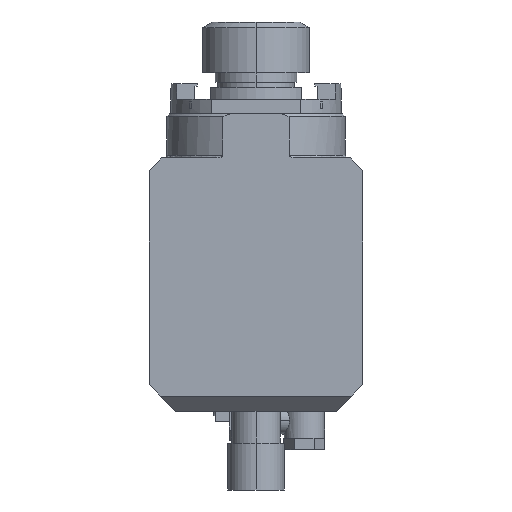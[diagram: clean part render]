
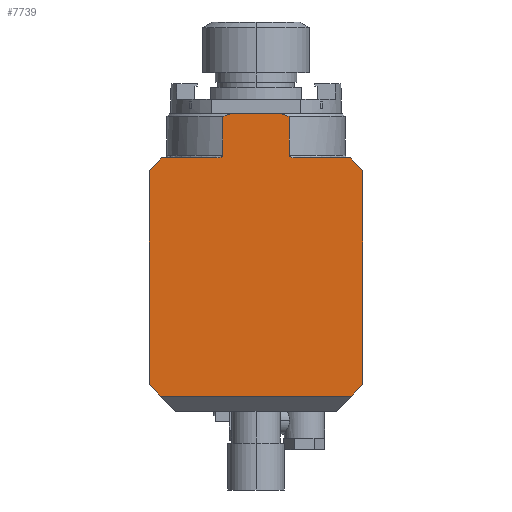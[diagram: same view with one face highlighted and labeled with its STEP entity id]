
A CAD part, left-side view. The second image highlights one B-rep face of the part: STEP entity #7739.
In plain terms, the highlighted planar face has unit normal (-1, 0, 0).
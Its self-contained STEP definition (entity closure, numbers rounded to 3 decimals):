
#351=DIRECTION('',(0.,0.707,-0.707));
#352=VECTOR('',#351,7.071);
#353=CARTESIAN_POINT('',(-132.5,37.,47.));
#354=LINE('',#353,#352);
#355=DIRECTION('',(0.,1.,0.));
#356=VECTOR('',#355,21.516);
#357=CARTESIAN_POINT('',(-132.5,15.484,47.));
#358=LINE('',#357,#356);
#359=DIRECTION('',(0.,0.,1.));
#360=VECTOR('',#359,15.3);
#361=CARTESIAN_POINT('',(-132.5,12.99,48.));
#362=LINE('',#361,#360);
#363=CARTESIAN_POINT('',(-132.5,9.987,64.3));
#364=CARTESIAN_POINT('',(-132.5,10.33,64.199));
#365=CARTESIAN_POINT('',(-132.5,11.009,63.989));
#366=CARTESIAN_POINT('',(-132.5,12.009,63.655));
#367=CARTESIAN_POINT('',(-132.5,12.665,63.421));
#368=CARTESIAN_POINT('',(-132.5,12.99,63.3));
#370=DIRECTION('',(0.,-1.,0.));
#371=VECTOR('',#370,19.975);
#372=CARTESIAN_POINT('',(-132.5,9.987,64.3));
#373=LINE('',#372,#371);
#374=CARTESIAN_POINT('',(-132.5,-12.99,63.3));
#375=CARTESIAN_POINT('',(-132.5,-12.665,63.421));
#376=CARTESIAN_POINT('',(-132.5,-12.009,63.656));
#377=CARTESIAN_POINT('',(-132.5,-11.009,63.99));
#378=CARTESIAN_POINT('',(-132.5,-10.33,64.199));
#379=CARTESIAN_POINT('',(-132.5,-9.987,64.3));
#381=DIRECTION('',(0.,0.,1.));
#382=VECTOR('',#381,15.3);
#383=CARTESIAN_POINT('',(-132.5,-12.99,48.));
#384=LINE('',#383,#382);
#385=DIRECTION('',(0.,1.,0.));
#386=VECTOR('',#385,21.516);
#387=CARTESIAN_POINT('',(-132.5,-37.,47.));
#388=LINE('',#387,#386);
#389=DIRECTION('',(0.,0.707,0.707));
#390=VECTOR('',#389,7.071);
#391=CARTESIAN_POINT('',(-132.5,-42.,42.));
#392=LINE('',#391,#390);
#393=DIRECTION('',(0.,0.,-1.));
#394=VECTOR('',#393,84.);
#395=CARTESIAN_POINT('',(-132.5,-42.,42.));
#396=LINE('',#395,#394);
#397=DIRECTION('',(0.,-0.707,0.707));
#398=VECTOR('',#397,6.364);
#399=CARTESIAN_POINT('',(-132.5,-37.5,-46.5));
#400=LINE('',#399,#398);
#401=DIRECTION('',(0.,-1.,0.));
#402=VECTOR('',#401,75.);
#403=CARTESIAN_POINT('',(-132.5,37.5,-46.5));
#404=LINE('',#403,#402);
#405=DIRECTION('',(0.,-0.707,-0.707));
#406=VECTOR('',#405,6.364);
#407=CARTESIAN_POINT('',(-132.5,42.,-42.));
#408=LINE('',#407,#406);
#409=DIRECTION('',(0.,0.,1.));
#410=VECTOR('',#409,84.);
#411=CARTESIAN_POINT('',(-132.5,42.,-42.));
#412=LINE('',#411,#410);
#2460=CARTESIAN_POINT('',(-132.5,-15.484,47.));
#2461=CARTESIAN_POINT('',(-132.5,-15.361,47.));
#2462=CARTESIAN_POINT('',(-132.5,-15.127,47.008));
#2463=CARTESIAN_POINT('',(-132.5,-14.812,47.038));
#2464=CARTESIAN_POINT('',(-132.5,-14.536,47.08));
#2465=CARTESIAN_POINT('',(-132.5,-14.295,47.129));
#2466=CARTESIAN_POINT('',(-132.5,-14.082,47.184));
#2467=CARTESIAN_POINT('',(-132.5,-13.896,47.242));
#2468=CARTESIAN_POINT('',(-132.5,-13.733,47.302));
#2469=CARTESIAN_POINT('',(-132.5,-13.591,47.364));
#2470=CARTESIAN_POINT('',(-132.5,-13.468,47.426));
#2471=CARTESIAN_POINT('',(-132.5,-13.362,47.489));
#2472=CARTESIAN_POINT('',(-132.5,-13.272,47.551));
#2473=CARTESIAN_POINT('',(-132.5,-13.196,47.614));
#2474=CARTESIAN_POINT('',(-132.5,-13.135,47.674));
#2475=CARTESIAN_POINT('',(-132.5,-13.086,47.733));
#2476=CARTESIAN_POINT('',(-132.5,-13.049,47.79));
#2477=CARTESIAN_POINT('',(-132.5,-13.022,47.844));
#2478=CARTESIAN_POINT('',(-132.5,-13.003,47.897));
#2479=CARTESIAN_POINT('',(-132.5,-12.993,47.949));
#2480=CARTESIAN_POINT('',(-132.5,-12.99,47.983));
#2481=CARTESIAN_POINT('',(-132.5,-12.99,48.));
#2817=CARTESIAN_POINT('',(-132.5,12.99,48.));
#2818=CARTESIAN_POINT('',(-132.5,12.99,47.983));
#2819=CARTESIAN_POINT('',(-132.5,12.993,47.949));
#2820=CARTESIAN_POINT('',(-132.5,13.003,47.897));
#2821=CARTESIAN_POINT('',(-132.5,13.022,47.844));
#2822=CARTESIAN_POINT('',(-132.5,13.049,47.79));
#2823=CARTESIAN_POINT('',(-132.5,13.086,47.733));
#2824=CARTESIAN_POINT('',(-132.5,13.135,47.674));
#2825=CARTESIAN_POINT('',(-132.5,13.196,47.614));
#2826=CARTESIAN_POINT('',(-132.5,13.272,47.551));
#2827=CARTESIAN_POINT('',(-132.5,13.362,47.489));
#2828=CARTESIAN_POINT('',(-132.5,13.468,47.426));
#2829=CARTESIAN_POINT('',(-132.5,13.591,47.364));
#2830=CARTESIAN_POINT('',(-132.5,13.733,47.302));
#2831=CARTESIAN_POINT('',(-132.5,13.896,47.242));
#2832=CARTESIAN_POINT('',(-132.5,14.082,47.184));
#2833=CARTESIAN_POINT('',(-132.5,14.295,47.129));
#2834=CARTESIAN_POINT('',(-132.5,14.536,47.08));
#2835=CARTESIAN_POINT('',(-132.5,14.812,47.038));
#2836=CARTESIAN_POINT('',(-132.5,15.127,47.008));
#2837=CARTESIAN_POINT('',(-132.5,15.361,47.));
#2838=CARTESIAN_POINT('',(-132.5,15.484,47.));
#6664=VERTEX_POINT('',#2460);
#6665=VERTEX_POINT('',#2481);
#6666=VERTEX_POINT('',#2817);
#6667=VERTEX_POINT('',#2838);
#6676=CARTESIAN_POINT('',(-132.5,-37.5,-46.5));
#6678=VERTEX_POINT('',#6676);
#6682=CARTESIAN_POINT('',(-132.5,37.5,-46.5));
#6683=VERTEX_POINT('',#6682);
#6684=CARTESIAN_POINT('',(-132.5,42.,-42.));
#6685=VERTEX_POINT('',#6684);
#6688=VERTEX_POINT('',#374);
#6689=VERTEX_POINT('',#379);
#6690=VERTEX_POINT('',#363);
#6691=VERTEX_POINT('',#368);
#6694=CARTESIAN_POINT('',(-132.5,-42.,-42.));
#6695=VERTEX_POINT('',#6694);
#7155=CARTESIAN_POINT('',(-132.5,37.,47.));
#7156=CARTESIAN_POINT('',(-132.5,42.,42.));
#7157=VERTEX_POINT('',#7155);
#7158=VERTEX_POINT('',#7156);
#7171=CARTESIAN_POINT('',(-132.5,-42.,42.));
#7172=VERTEX_POINT('',#7171);
#7173=CARTESIAN_POINT('',(-132.5,-37.,47.));
#7174=VERTEX_POINT('',#7173);
#7702=CARTESIAN_POINT('',(-132.5,0.,0.));
#7703=DIRECTION('',(1.,0.,0.));
#7704=DIRECTION('',(0.,1.,0.));
#7705=AXIS2_PLACEMENT_3D('',#7702,#7703,#7704);
#7706=PLANE('',#7705);
#7708=ORIENTED_EDGE('',*,*,#7707,.F.);
#7710=ORIENTED_EDGE('',*,*,#7709,.F.);
#7712=ORIENTED_EDGE('',*,*,#7711,.F.);
#7714=ORIENTED_EDGE('',*,*,#7713,.T.);
#7716=ORIENTED_EDGE('',*,*,#7715,.F.);
#7718=ORIENTED_EDGE('',*,*,#7717,.T.);
#7720=ORIENTED_EDGE('',*,*,#7719,.F.);
#7722=ORIENTED_EDGE('',*,*,#7721,.F.);
#7724=ORIENTED_EDGE('',*,*,#7723,.F.);
#7726=ORIENTED_EDGE('',*,*,#7725,.F.);
#7728=ORIENTED_EDGE('',*,*,#7727,.F.);
#7729=ORIENTED_EDGE('',*,*,#7277,.T.);
#7730=ORIENTED_EDGE('',*,*,#7266,.F.);
#7732=ORIENTED_EDGE('',*,*,#7731,.F.);
#7734=ORIENTED_EDGE('',*,*,#7733,.F.);
#7736=ORIENTED_EDGE('',*,*,#7735,.T.);
#7737=EDGE_LOOP('',(#7708,#7710,#7712,#7714,#7716,#7718,#7720,#7722,#7724,#7726,
#7728,#7729,#7730,#7732,#7734,#7736));
#7738=FACE_OUTER_BOUND('',#7737,.F.);
#7739=ADVANCED_FACE('',(#7738),#7706,.F.);
#369=B_SPLINE_CURVE_WITH_KNOTS('',3,(#363,#364,#365,#366,#367,#368),
.UNSPECIFIED.,.F.,.F.,(4,1,1,4),(0.,0.333,0.667,1.),
.UNSPECIFIED.);
#380=B_SPLINE_CURVE_WITH_KNOTS('',3,(#374,#375,#376,#377,#378,#379),
.UNSPECIFIED.,.F.,.F.,(4,1,1,4),(0.,0.333,0.667,1.),
.UNSPECIFIED.);
#2482=B_SPLINE_CURVE_WITH_KNOTS('',3,(#2460,#2461,#2462,#2463,#2464,#2465,#2466,
#2467,#2468,#2469,#2470,#2471,#2472,#2473,#2474,#2475,#2476,#2477,#2478,#2479,
#2480,#2481),.UNSPECIFIED.,.F.,.F.,(4,1,1,1,1,1,1,1,1,1,1,1,1,1,1,1,1,1,1,4),(
0.,0.053,0.105,0.158,0.211,
0.263,0.316,0.368,0.421,
0.474,0.526,0.579,0.632,
0.684,0.737,0.789,0.842,
0.895,0.947,1.),.UNSPECIFIED.);
#2839=B_SPLINE_CURVE_WITH_KNOTS('',3,(#2817,#2818,#2819,#2820,#2821,#2822,#2823,
#2824,#2825,#2826,#2827,#2828,#2829,#2830,#2831,#2832,#2833,#2834,#2835,#2836,
#2837,#2838),.UNSPECIFIED.,.F.,.F.,(4,1,1,1,1,1,1,1,1,1,1,1,1,1,1,1,1,1,1,4),(
0.,0.053,0.105,0.158,0.211,
0.263,0.316,0.368,0.421,
0.474,0.526,0.579,0.632,
0.684,0.737,0.789,0.842,
0.895,0.947,1.),.UNSPECIFIED.);
#7266=EDGE_CURVE('',#6678,#6695,#400,.T.);
#7277=EDGE_CURVE('',#7172,#6695,#396,.T.);
#7707=EDGE_CURVE('',#7157,#7158,#354,.T.);
#7709=EDGE_CURVE('',#6667,#7157,#358,.T.);
#7711=EDGE_CURVE('',#6666,#6667,#2839,.T.);
#7713=EDGE_CURVE('',#6666,#6691,#362,.T.);
#7715=EDGE_CURVE('',#6690,#6691,#369,.T.);
#7717=EDGE_CURVE('',#6690,#6689,#373,.T.);
#7719=EDGE_CURVE('',#6688,#6689,#380,.T.);
#7721=EDGE_CURVE('',#6665,#6688,#384,.T.);
#7723=EDGE_CURVE('',#6664,#6665,#2482,.T.);
#7725=EDGE_CURVE('',#7174,#6664,#388,.T.);
#7727=EDGE_CURVE('',#7172,#7174,#392,.T.);
#7731=EDGE_CURVE('',#6683,#6678,#404,.T.);
#7733=EDGE_CURVE('',#6685,#6683,#408,.T.);
#7735=EDGE_CURVE('',#6685,#7158,#412,.T.);
